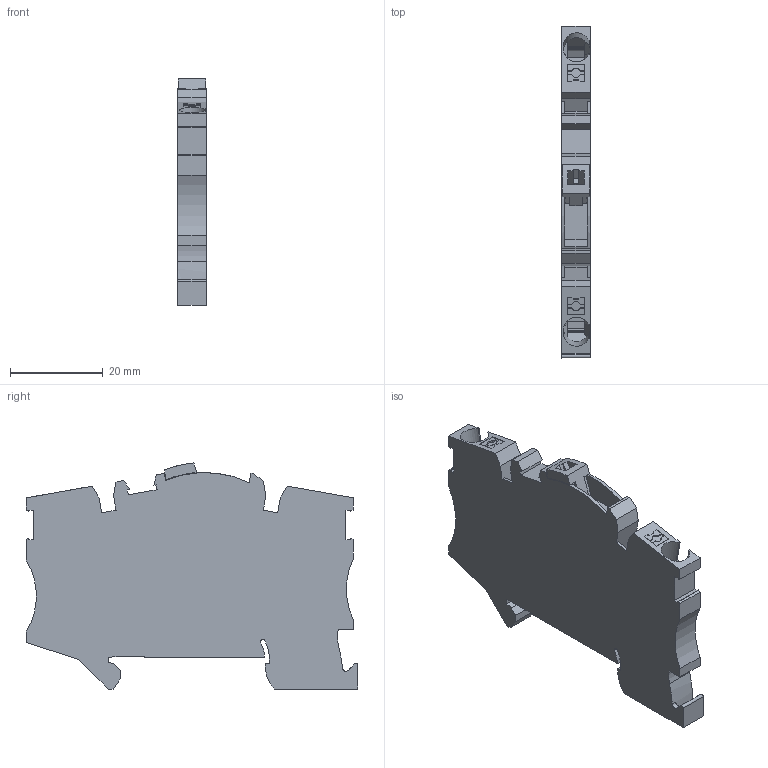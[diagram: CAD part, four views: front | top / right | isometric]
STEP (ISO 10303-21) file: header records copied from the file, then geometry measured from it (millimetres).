
FILE_DESCRIPTION(('Creo Elements/Direct Modeling STEP Export'),'2;1');
FILE_NAME('model.stp','2017-11-04T 6:37:12',(''),(''),'Creo Elements/Direct Modeling STEP processor for AP214 (Solid Model)','Creo Elements/Direct Modeling 18.1I 14-Aug-2016 (C) Parametric Technology GmbH','');
FILE_SCHEMA(('AUTOMOTIVE_DESIGN { 1 0 10303 214 1 1 1 1 }'));
Length unit declared in the file: millimetre
Products named in the file (2): PTME_4_BU-select
Assembly tree (1 placements, depth 2):
  PTME_4_BU-select
    PTME_4_BU-select
Bounding box: 6.15 x 71.6 x 48.83 mm (x, y, z)
Volume: 14971.6 mm3; surface area: 8482.6 mm2
Topology: 1 solids, 1 shells, 203 faces, 583 edges, 386 vertices
Faces by surface type: plane 170, cylinder 27, bspline 2, cone 2, torus 2
Entity records: 9890 total; most frequent: CARTESIAN_POINT 2859, ORIENTED_EDGE 1166, DIRECTION 1042, EDGE_CURVE 583, VECTOR 472, LINE 472, VERTEX_POINT 386, AXIS2_PLACEMENT_3D 285
